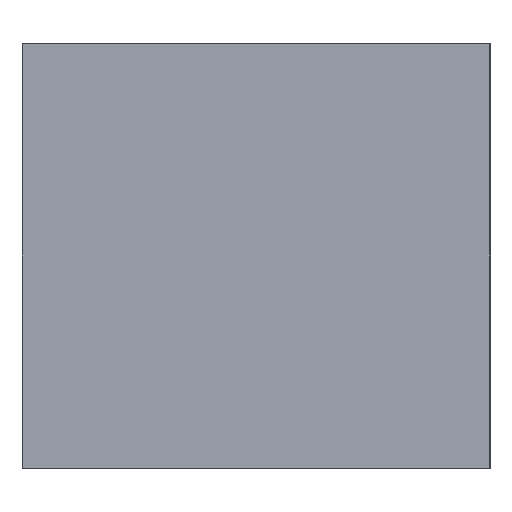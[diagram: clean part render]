
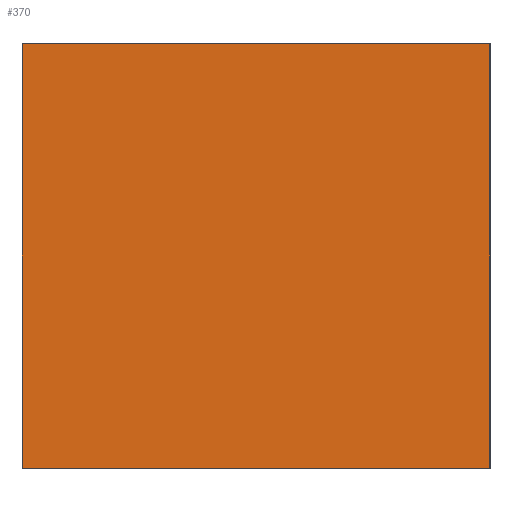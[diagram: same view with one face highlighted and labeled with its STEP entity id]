
A CAD part, left-side view. The second image highlights one B-rep face of the part: STEP entity #370.
In plain terms, the highlighted planar face has unit normal (-1, 0, 0).
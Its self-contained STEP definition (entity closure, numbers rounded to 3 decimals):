
#39=FACE_OUTER_BOUND('',#61,.T.);
#61=EDGE_LOOP('',(#279,#280,#281,#282));
#102=LINE('',#579,#145);
#103=LINE('',#581,#146);
#104=LINE('',#583,#147);
#105=LINE('',#584,#148);
#145=VECTOR('',#472,10.);
#146=VECTOR('',#473,10.);
#147=VECTOR('',#474,10.);
#148=VECTOR('',#475,10.);
#180=VERTEX_POINT('',#577);
#181=VERTEX_POINT('',#578);
#182=VERTEX_POINT('',#580);
#183=VERTEX_POINT('',#582);
#218=EDGE_CURVE('',#180,#181,#102,.T.);
#219=EDGE_CURVE('',#182,#181,#103,.T.);
#220=EDGE_CURVE('',#183,#182,#104,.T.);
#221=EDGE_CURVE('',#183,#180,#105,.T.);
#279=ORIENTED_EDGE('',*,*,#218,.T.);
#280=ORIENTED_EDGE('',*,*,#219,.F.);
#281=ORIENTED_EDGE('',*,*,#220,.F.);
#282=ORIENTED_EDGE('',*,*,#221,.T.);
#351=PLANE('',#406);
#370=ADVANCED_FACE('',(#39),#351,.T.);
#406=AXIS2_PLACEMENT_3D('',#576,#470,#471);
#470=DIRECTION('center_axis',(-1.,0.,0.));
#471=DIRECTION('ref_axis',(0.,1.,0.));
#472=DIRECTION('',(0.,-1.,0.));
#473=DIRECTION('',(0.,0.,-1.));
#474=DIRECTION('',(0.,-1.,0.));
#475=DIRECTION('',(0.,0.,-1.));
#576=CARTESIAN_POINT('Origin',(-91.124,82.5,56.6));
#577=CARTESIAN_POINT('',(-91.124,97.5,43.));
#578=CARTESIAN_POINT('',(-91.124,82.5,43.));
#579=CARTESIAN_POINT('',(-91.124,86.25,43.));
#580=CARTESIAN_POINT('',(-91.124,82.5,56.6));
#581=CARTESIAN_POINT('',(-91.124,82.5,56.6));
#582=CARTESIAN_POINT('',(-91.124,97.5,56.6));
#583=CARTESIAN_POINT('',(-91.124,97.5,56.6));
#584=CARTESIAN_POINT('',(-91.124,97.5,56.6));
